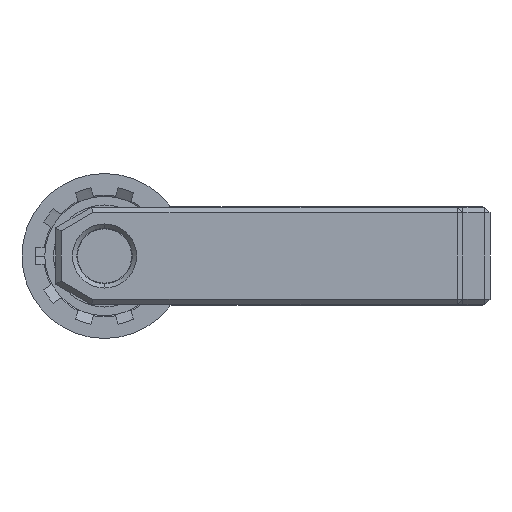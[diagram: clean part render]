
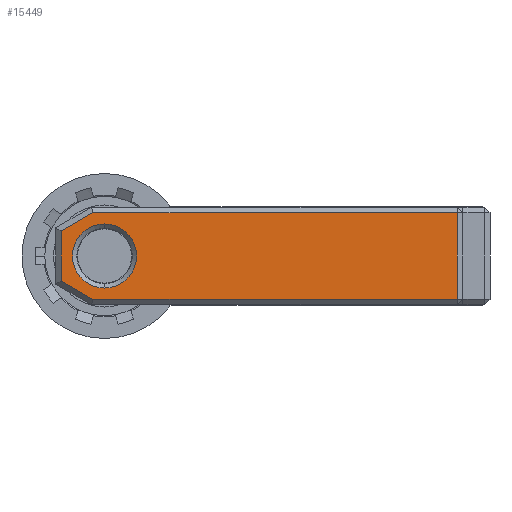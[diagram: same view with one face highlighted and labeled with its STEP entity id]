
A CAD part, left-side view. The second image highlights one B-rep face of the part: STEP entity #15449.
In plain terms, the highlighted planar face has unit normal (-1, 0, 0).
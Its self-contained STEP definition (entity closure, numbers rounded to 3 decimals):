
#8 = ORIENTED_EDGE ( 'NONE', *, *, #3019, .T. ) ;
#81 = VECTOR ( 'NONE', #9902, 1000. ) ;
#494 = VECTOR ( 'NONE', #18767, 1000. ) ;
#556 = VERTEX_POINT ( 'NONE', #9051 ) ;
#717 = LINE ( 'NONE', #5601, #765 ) ;
#765 = VECTOR ( 'NONE', #16495, 1000. ) ;
#791 = DIRECTION ( 'NONE',  ( 0., -1., 0. ) ) ;
#1392 = DIRECTION ( 'NONE',  ( 0., 1., 0. ) ) ;
#1491 = CARTESIAN_POINT ( 'NONE',  ( -93.587, 19.5, 2.191 ) ) ;
#1759 = VERTEX_POINT ( 'NONE', #6240 ) ;
#3019 = EDGE_CURVE ( 'NONE', #7479, #14926, #5471, .T. ) ;
#3227 = DIRECTION ( 'NONE',  ( 1., 0., 0. ) ) ;
#3319 = DIRECTION ( 'NONE',  ( 1., 0., 0. ) ) ;
#3410 = ORIENTED_EDGE ( 'NONE', *, *, #5194, .T. ) ;
#4409 = CARTESIAN_POINT ( 'NONE',  ( -93.587, -17., 9. ) ) ;
#4647 = CARTESIAN_POINT ( 'NONE',  ( -93.587, 19.5, 1.902 ) ) ;
#4860 = LINE ( 'NONE', #4647, #494 ) ;
#5099 = ORIENTED_EDGE ( 'NONE', *, *, #16357, .T. ) ;
#5159 = AXIS2_PLACEMENT_3D ( 'NONE', #17420, #3227, #9822 ) ;
#5194 = EDGE_CURVE ( 'NONE', #14926, #1759, #5865, .T. ) ;
#5471 = LINE ( 'NONE', #7219, #14632 ) ;
#5601 = CARTESIAN_POINT ( 'NONE',  ( -93.587, 16.456, 0.433 ) ) ;
#5825 = EDGE_LOOP ( 'NONE', ( #5099, #17853 ) ) ;
#5853 = EDGE_CURVE ( 'NONE', #7448, #7479, #717, .T. ) ;
#5865 = LINE ( 'NONE', #4409, #18972 ) ;
#5915 = CARTESIAN_POINT ( 'NONE',  ( -93.587, 15.5, 4.5 ) ) ;
#6240 = CARTESIAN_POINT ( 'NONE',  ( -93.587, -17., 8.5 ) ) ;
#6299 = PLANE ( 'NONE',  #5159 ) ;
#6521 = LINE ( 'NONE', #14293, #18437 ) ;
#6647 = CARTESIAN_POINT ( 'NONE',  ( -93.587, 16.572, 8.5 ) ) ;
#7073 = ORIENTED_EDGE ( 'NONE', *, *, #11777, .T. ) ;
#7219 = CARTESIAN_POINT ( 'NONE',  ( -93.587, -17.5, 0.5 ) ) ;
#7448 = VERTEX_POINT ( 'NONE', #1491 ) ;
#7453 = CIRCLE ( 'NONE', #19068, 2.95 ) ;
#7479 = VERTEX_POINT ( 'NONE', #10819 ) ;
#8588 = VERTEX_POINT ( 'NONE', #6647 ) ;
#9051 = CARTESIAN_POINT ( 'NONE',  ( -93.587, 19.5, 6.809 ) ) ;
#9822 = DIRECTION ( 'NONE',  ( 0., 1., 0. ) ) ;
#9902 = DIRECTION ( 'NONE',  ( 0., 1., 0. ) ) ;
#10002 = CARTESIAN_POINT ( 'NONE',  ( -93.587, -17.5, 8.5 ) ) ;
#10167 = CIRCLE ( 'NONE', #12134, 2.95 ) ;
#10529 = EDGE_CURVE ( 'NONE', #556, #7448, #4860, .T. ) ;
#10715 = DIRECTION ( 'NONE',  ( 0., 0., 1. ) ) ;
#10819 = CARTESIAN_POINT ( 'NONE',  ( -93.587, 16.572, 0.5 ) ) ;
#10869 = FACE_OUTER_BOUND ( 'NONE', #18208, .T. ) ;
#11171 = CARTESIAN_POINT ( 'NONE',  ( -93.587, 15.5, 1.55 ) ) ;
#11173 = DIRECTION ( 'NONE',  ( 0., 1., 0. ) ) ;
#11226 = EDGE_CURVE ( 'NONE', #8588, #556, #6521, .T. ) ;
#11777 = EDGE_CURVE ( 'NONE', #1759, #8588, #14890, .T. ) ;
#12134 = AXIS2_PLACEMENT_3D ( 'NONE', #17365, #14153, #1392 ) ;
#14153 = DIRECTION ( 'NONE',  ( 1., 0., 0. ) ) ;
#14293 = CARTESIAN_POINT ( 'NONE',  ( -93.587, 19.75, 6.665 ) ) ;
#14632 = VECTOR ( 'NONE', #791, 1000. ) ;
#14890 = LINE ( 'NONE', #10002, #81 ) ;
#14926 = VERTEX_POINT ( 'NONE', #17140 ) ;
#15065 = VERTEX_POINT ( 'NONE', #18902 ) ;
#15449 = ADVANCED_FACE ( 'NONE', ( #18785, #10869 ), #6299, .F. ) ;
#16357 = EDGE_CURVE ( 'NONE', #15065, #16777, #10167, .T. ) ;
#16495 = DIRECTION ( 'NONE',  ( 0., -0.866, -0.5 ) ) ;
#16777 = VERTEX_POINT ( 'NONE', #11171 ) ;
#17140 = CARTESIAN_POINT ( 'NONE',  ( -93.587, -17., 0.5 ) ) ;
#17365 = CARTESIAN_POINT ( 'NONE',  ( -93.587, 15.5, 4.5 ) ) ;
#17420 = CARTESIAN_POINT ( 'NONE',  ( -93.587, -17.5, 9. ) ) ;
#17519 = ORIENTED_EDGE ( 'NONE', *, *, #10529, .T. ) ;
#17853 = ORIENTED_EDGE ( 'NONE', *, *, #19045, .T. ) ;
#18208 = EDGE_LOOP ( 'NONE', ( #17519, #18771, #8, #3410, #7073, #19747 ) ) ;
#18437 = VECTOR ( 'NONE', #18984, 1000. ) ;
#18767 = DIRECTION ( 'NONE',  ( 0., 0., -1. ) ) ;
#18771 = ORIENTED_EDGE ( 'NONE', *, *, #5853, .T. ) ;
#18785 = FACE_BOUND ( 'NONE', #5825, .T. ) ;
#18902 = CARTESIAN_POINT ( 'NONE',  ( -93.587, 15.5, 7.45 ) ) ;
#18972 = VECTOR ( 'NONE', #10715, 1000. ) ;
#18984 = DIRECTION ( 'NONE',  ( 0., 0.866, -0.5 ) ) ;
#19045 = EDGE_CURVE ( 'NONE', #16777, #15065, #7453, .T. ) ;
#19068 = AXIS2_PLACEMENT_3D ( 'NONE', #5915, #3319, #11173 ) ;
#19747 = ORIENTED_EDGE ( 'NONE', *, *, #11226, .T. ) ;
